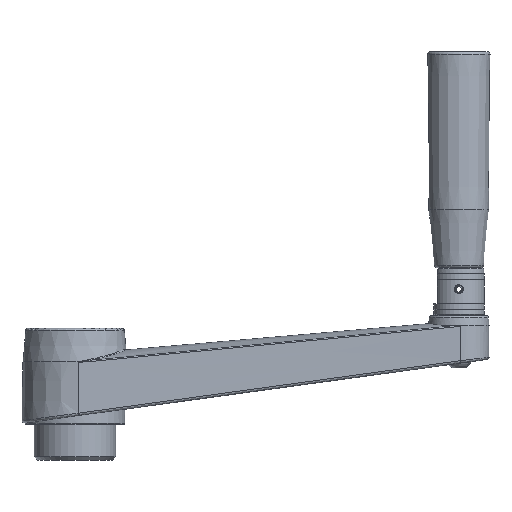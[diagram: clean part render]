
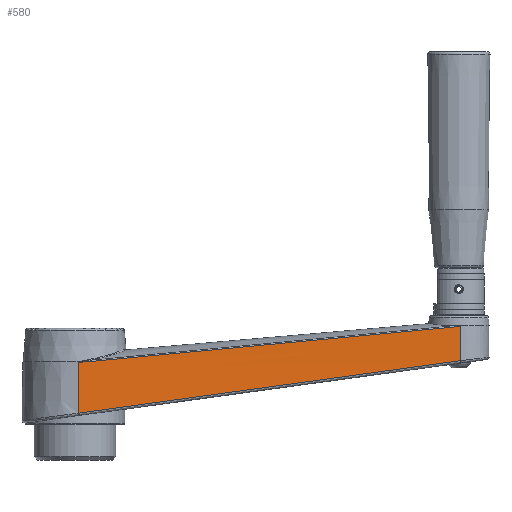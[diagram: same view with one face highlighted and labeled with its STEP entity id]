
A CAD part, front view. The second image highlights one B-rep face of the part: STEP entity #580.
In plain terms, the highlighted free-form (B-spline) face has degree [3, 3] with [4, 4] control points.
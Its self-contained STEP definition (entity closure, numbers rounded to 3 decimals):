
#580 = ADVANCED_FACE( '', ( #1318 ), #1319, .T. );
#1318 = FACE_OUTER_BOUND( '', #3990, .T. );
#1319 = B_SPLINE_SURFACE_WITH_KNOTS( '', 3, 3, ( ( #3991, #3992, #3993, #3994 ), ( #3995, #3996, #3997, #3998 ), ( #3999, #4000, #4001, #4002 ), ( #4003, #4004, #4005, #4006 ) ), .UNSPECIFIED., .F., .F., .F., ( 4, 4 ), ( 4, 4 ), ( 0., 1. ), ( 0., 1. ), .UNSPECIFIED. );
#3990 = EDGE_LOOP( '', ( #5949, #5950, #5951, #5952, #5953, #5954 ) );
#3991 = CARTESIAN_POINT( '', ( 1.314, -21.75, 26.1 ) );
#3992 = CARTESIAN_POINT( '', ( 54.46, -18.717, 31.137 ) );
#3993 = CARTESIAN_POINT( '', ( 107.605, -15.683, 36.173 ) );
#3994 = CARTESIAN_POINT( '', ( 160.751, -12.65, 41.21 ) );
#3995 = CARTESIAN_POINT( '', ( 1.314, -21.863, 18.617 ) );
#3996 = CARTESIAN_POINT( '', ( 54.46, -18.792, 24.408 ) );
#3997 = CARTESIAN_POINT( '', ( 107.605, -15.721, 30.199 ) );
#3998 = CARTESIAN_POINT( '', ( 160.751, -12.65, 35.991 ) );
#3999 = CARTESIAN_POINT( '', ( 1.314, -21.977, 11.133 ) );
#4000 = CARTESIAN_POINT( '', ( 54.46, -18.868, 17.679 ) );
#4001 = CARTESIAN_POINT( '', ( 107.605, -15.759, 24.225 ) );
#4002 = CARTESIAN_POINT( '', ( 160.751, -12.65, 30.771 ) );
#4003 = CARTESIAN_POINT( '', ( 1.314, -22.09, 3.65 ) );
#4004 = CARTESIAN_POINT( '', ( 54.46, -18.943, 10.951 ) );
#4005 = CARTESIAN_POINT( '', ( 107.605, -15.797, 18.251 ) );
#4006 = CARTESIAN_POINT( '', ( 160.751, -12.65, 25.552 ) );
#5949 = ORIENTED_EDGE( '', *, *, #7384, .F. );
#5950 = ORIENTED_EDGE( '', *, *, #6921, .T. );
#5951 = ORIENTED_EDGE( '', *, *, #6869, .T. );
#5952 = ORIENTED_EDGE( '', *, *, #6811, .T. );
#5953 = ORIENTED_EDGE( '', *, *, #6874, .T. );
#5954 = ORIENTED_EDGE( '', *, *, #6912, .T. );
#6811 = EDGE_CURVE( '', #7669, #7670, #7671, .F. );
#6869 = EDGE_CURVE( '', #7770, #7669, #7774, .T. );
#6874 = EDGE_CURVE( '', #7670, #7781, #7783, .T. );
#6912 = EDGE_CURVE( '', #7781, #7845, #7847, .T. );
#6921 = EDGE_CURVE( '', #7862, #7770, #7863, .T. );
#7384 = EDGE_CURVE( '', #7862, #7845, #8551, .T. );
#7669 = VERTEX_POINT( '', #9289 );
#7670 = VERTEX_POINT( '', #9290 );
#7671 = LINE( '', #9291, #9292 );
#7770 = VERTEX_POINT( '', #9468 );
#7774 = B_SPLINE_CURVE_WITH_KNOTS( '', 3, ( #9489, #9490, #9491, #9492, #9493, #9494, #9495, #9496, #9497, #9498, #9499, #9500, #9501, #9502, #9503, #9504, #9505, #9506, #9507, #9508, #9509, #9510, #9511 ), .UNSPECIFIED., .F., .F., ( 4, 2, 1, 2, 2, 2, 2, 2, 2, 1, 1, 2, 4 ), ( 0., 0., 0., 0.001, 0.001, 0.002, 0.002, 0.003, 0.003, 0.003, 0.003, 0.003, 0.003 ), .UNSPECIFIED. );
#7781 = VERTEX_POINT( '', #9565 );
#7783 = B_SPLINE_CURVE_WITH_KNOTS( '', 3, ( #9615, #9616, #9617, #9618 ), .UNSPECIFIED., .F., .F., ( 4, 4 ), ( 0., 0. ), .UNSPECIFIED. );
#7845 = VERTEX_POINT( '', #9765 );
#7847 = B_SPLINE_CURVE_WITH_KNOTS( '', 3, ( #9770, #9771, #9772, #9773, #9774, #9775, #9776 ), .UNSPECIFIED., .F., .F., ( 4, 2, 1, 4 ), ( 0., 0.081, 0.121, 0.161 ), .UNSPECIFIED. );
#7862 = VERTEX_POINT( '', #9805 );
#7863 = B_SPLINE_CURVE_WITH_KNOTS( '', 3, ( #9806, #9807, #9808, #9809, #9810, #9811 ), .UNSPECIFIED., .F., .F., ( 4, 2, 4 ), ( 0., 0.078, 0.157 ), .UNSPECIFIED. );
#8551 = LINE( '', #11440, #11441 );
#9289 = CARTESIAN_POINT( '', ( 1.314, -21.753, 25.915 ) );
#9290 = CARTESIAN_POINT( '', ( 1.314, -22.072, 4.797 ) );
#9291 = CARTESIAN_POINT( '', ( 1.314, -22.09, 3.65 ) );
#9292 = VECTOR( '', #12118, 1000. );
#9468 = CARTESIAN_POINT( '', ( 4.74, -21.56, 26.054 ) );
#9489 = CARTESIAN_POINT( '', ( 4.74, -21.56, 26.054 ) );
#9490 = CARTESIAN_POINT( '', ( 4.669, -21.564, 26.048 ) );
#9491 = CARTESIAN_POINT( '', ( 4.598, -21.568, 26.041 ) );
#9492 = CARTESIAN_POINT( '', ( 4.455, -21.576, 26.03 ) );
#9493 = CARTESIAN_POINT( '', ( 4.242, -21.588, 26.014 ) );
#9494 = CARTESIAN_POINT( '', ( 4.028, -21.6, 26.001 ) );
#9495 = CARTESIAN_POINT( '', ( 3.742, -21.617, 25.988 ) );
#9496 = CARTESIAN_POINT( '', ( 3.6, -21.625, 25.982 ) );
#9497 = CARTESIAN_POINT( '', ( 3.314, -21.641, 25.973 ) );
#9498 = CARTESIAN_POINT( '', ( 3.171, -21.649, 25.969 ) );
#9499 = CARTESIAN_POINT( '', ( 2.885, -21.665, 25.963 ) );
#9500 = CARTESIAN_POINT( '', ( 2.742, -21.673, 25.96 ) );
#9501 = CARTESIAN_POINT( '', ( 2.457, -21.689, 25.956 ) );
#9502 = CARTESIAN_POINT( '', ( 2.314, -21.697, 25.953 ) );
#9503 = CARTESIAN_POINT( '', ( 2.028, -21.713, 25.947 ) );
#9504 = CARTESIAN_POINT( '', ( 1.885, -21.721, 25.943 ) );
#9505 = CARTESIAN_POINT( '', ( 1.671, -21.733, 25.935 ) );
#9506 = CARTESIAN_POINT( '', ( 1.564, -21.739, 25.93 ) );
#9507 = CARTESIAN_POINT( '', ( 1.439, -21.746, 25.923 ) );
#9508 = CARTESIAN_POINT( '', ( 1.386, -21.749, 25.92 ) );
#9509 = CARTESIAN_POINT( '', ( 1.35, -21.751, 25.917 ) );
#9510 = CARTESIAN_POINT( '', ( 1.332, -21.752, 25.916 ) );
#9511 = CARTESIAN_POINT( '', ( 1.314, -21.753, 25.915 ) );
#9565 = CARTESIAN_POINT( '', ( 1.323, -22.074, 4.668 ) );
#9615 = CARTESIAN_POINT( '', ( 1.314, -22.072, 4.797 ) );
#9616 = CARTESIAN_POINT( '', ( 1.314, -22.073, 4.754 ) );
#9617 = CARTESIAN_POINT( '', ( 1.317, -22.074, 4.711 ) );
#9618 = CARTESIAN_POINT( '', ( 1.323, -22.074, 4.668 ) );
#9765 = CARTESIAN_POINT( '', ( 160.751, -12.65, 26.553 ) );
#9770 = CARTESIAN_POINT( '', ( 1.323, -22.074, 4.668 ) );
#9771 = CARTESIAN_POINT( '', ( 27.894, -20.502, 8.316 ) );
#9772 = CARTESIAN_POINT( '', ( 54.465, -18.931, 11.964 ) );
#9773 = CARTESIAN_POINT( '', ( 94.322, -16.575, 17.436 ) );
#9774 = CARTESIAN_POINT( '', ( 120.893, -15.005, 21.083 ) );
#9775 = CARTESIAN_POINT( '', ( 147.465, -13.435, 24.73 ) );
#9776 = CARTESIAN_POINT( '', ( 160.751, -12.65, 26.553 ) );
#9805 = CARTESIAN_POINT( '', ( 160.751, -12.65, 40.836 ) );
#9806 = CARTESIAN_POINT( '', ( 160.751, -12.65, 40.836 ) );
#9807 = CARTESIAN_POINT( '', ( 134.749, -14.135, 38.373 ) );
#9808 = CARTESIAN_POINT( '', ( 108.747, -15.621, 35.909 ) );
#9809 = CARTESIAN_POINT( '', ( 56.744, -18.59, 30.982 ) );
#9810 = CARTESIAN_POINT( '', ( 30.742, -20.075, 28.518 ) );
#9811 = CARTESIAN_POINT( '', ( 4.74, -21.56, 26.054 ) );
#11440 = CARTESIAN_POINT( '', ( 160.751, -12.65, 41.21 ) );
#11441 = VECTOR( '', #12729, 1000. );
#12118 = DIRECTION( '', ( 0., 0.015, 1. ) );
#12729 = DIRECTION( '', ( 0., 0., -1. ) );
